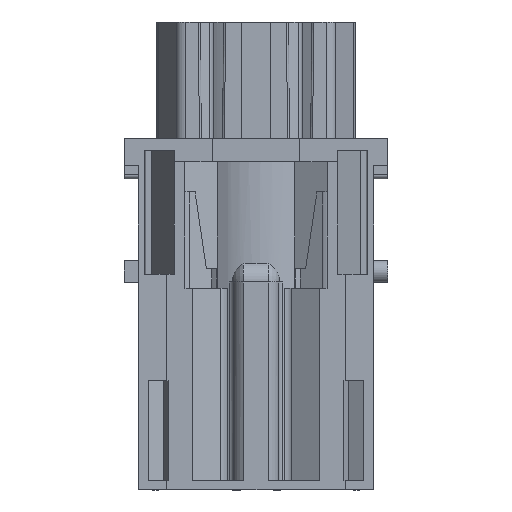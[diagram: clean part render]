
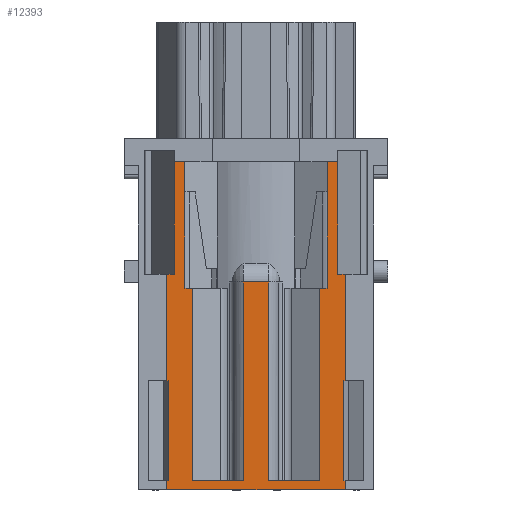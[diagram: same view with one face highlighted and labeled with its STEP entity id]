
A CAD part, left-side view. The second image highlights one B-rep face of the part: STEP entity #12393.
In plain terms, the highlighted planar face has unit normal (-1, 0, 0).
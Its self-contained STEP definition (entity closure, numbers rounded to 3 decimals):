
#12181=AXIS2_PLACEMENT_3D('Plane Axis2P3D',#12178,#12179,#12180) ;
#9258=CARTESIAN_POINT('Vertex',(0.02,5.5,0.)) ;
#9261=CARTESIAN_POINT('Line Origine',(0.02,17.,0.)) ;
#9265=CARTESIAN_POINT('Vertex',(0.02,28.5,0.)) ;
#12163=CARTESIAN_POINT('Vertex',(0.02,5.5,1.2)) ;
#12166=CARTESIAN_POINT('Line Origine',(0.02,5.5,0.6)) ;
#12178=CARTESIAN_POINT('Axis2P3D Location',(0.02,17.,41.65)) ;
#12183=CARTESIAN_POINT('Line Origine',(0.02,28.5,0.6)) ;
#12187=CARTESIAN_POINT('Vertex',(0.02,28.5,1.2)) ;
#12190=CARTESIAN_POINT('Line Origine',(0.02,5.583,1.2)) ;
#12194=CARTESIAN_POINT('Vertex',(0.02,5.667,1.2)) ;
#12197=CARTESIAN_POINT('Line Origine',(0.02,5.667,7.65)) ;
#12201=CARTESIAN_POINT('Vertex',(0.02,5.667,14.1)) ;
#12204=CARTESIAN_POINT('Line Origine',(0.02,5.583,14.1)) ;
#12208=CARTESIAN_POINT('Vertex',(0.02,5.5,14.1)) ;
#12211=CARTESIAN_POINT('Line Origine',(0.02,5.5,20.95)) ;
#12215=CARTESIAN_POINT('Vertex',(0.02,5.5,27.8)) ;
#12218=CARTESIAN_POINT('Line Origine',(0.02,5.993,27.8)) ;
#12222=CARTESIAN_POINT('Vertex',(0.02,6.486,27.8)) ;
#12225=CARTESIAN_POINT('Line Origine',(0.02,6.486,35.05)) ;
#12229=CARTESIAN_POINT('Vertex',(0.02,6.486,42.3)) ;
#12232=CARTESIAN_POINT('Line Origine',(0.02,7.168,42.3)) ;
#12236=CARTESIAN_POINT('Vertex',(0.02,7.85,42.3)) ;
#12239=CARTESIAN_POINT('Line Origine',(0.02,7.85,34.15)) ;
#12243=CARTESIAN_POINT('Vertex',(0.02,7.85,26.)) ;
#12246=CARTESIAN_POINT('Line Origine',(0.02,8.331,26.)) ;
#12250=CARTESIAN_POINT('Vertex',(0.02,8.812,26.)) ;
#12253=CARTESIAN_POINT('Line Origine',(0.02,8.812,13.6)) ;
#12257=CARTESIAN_POINT('Vertex',(0.02,8.812,1.2)) ;
#12260=CARTESIAN_POINT('Line Origine',(0.02,12.092,1.2)) ;
#12264=CARTESIAN_POINT('Vertex',(0.02,15.372,1.2)) ;
#12267=CARTESIAN_POINT('Line Origine',(0.02,15.372,14.)) ;
#12271=CARTESIAN_POINT('Vertex',(0.02,15.372,26.8)) ;
#12274=CARTESIAN_POINT('Line Origine',(0.02,17.,26.8)) ;
#12278=CARTESIAN_POINT('Vertex',(0.02,18.628,26.8)) ;
#12281=CARTESIAN_POINT('Line Origine',(0.02,18.628,14.)) ;
#12285=CARTESIAN_POINT('Vertex',(0.02,18.628,1.2)) ;
#12288=CARTESIAN_POINT('Line Origine',(0.02,21.908,1.2)) ;
#12292=CARTESIAN_POINT('Vertex',(0.02,25.188,1.2)) ;
#12295=CARTESIAN_POINT('Line Origine',(0.02,25.188,13.6)) ;
#12299=CARTESIAN_POINT('Vertex',(0.02,25.188,26.)) ;
#12302=CARTESIAN_POINT('Line Origine',(0.02,25.669,26.)) ;
#12306=CARTESIAN_POINT('Vertex',(0.02,26.15,26.)) ;
#12309=CARTESIAN_POINT('Line Origine',(0.02,26.15,34.15)) ;
#12313=CARTESIAN_POINT('Vertex',(0.02,26.15,42.3)) ;
#12316=CARTESIAN_POINT('Line Origine',(0.02,26.832,42.3)) ;
#12320=CARTESIAN_POINT('Vertex',(0.02,27.514,42.3)) ;
#12323=CARTESIAN_POINT('Line Origine',(0.02,27.514,35.05)) ;
#12327=CARTESIAN_POINT('Vertex',(0.02,27.514,27.8)) ;
#12330=CARTESIAN_POINT('Line Origine',(0.02,28.007,27.8)) ;
#12334=CARTESIAN_POINT('Vertex',(0.02,28.5,27.8)) ;
#12337=CARTESIAN_POINT('Line Origine',(0.02,28.5,20.95)) ;
#12341=CARTESIAN_POINT('Vertex',(0.02,28.5,14.1)) ;
#12344=CARTESIAN_POINT('Line Origine',(0.02,28.417,14.1)) ;
#12348=CARTESIAN_POINT('Vertex',(0.02,28.333,14.1)) ;
#12351=CARTESIAN_POINT('Line Origine',(0.02,28.333,7.65)) ;
#12355=CARTESIAN_POINT('Vertex',(0.02,28.333,1.2)) ;
#12358=CARTESIAN_POINT('Line Origine',(0.02,28.417,1.2)) ;
#9262=DIRECTION('Vector Direction',(0.,-1.,0.)) ;
#12167=DIRECTION('Vector Direction',(0.,0.,1.)) ;
#12179=DIRECTION('Axis2P3D Direction',(-1.,0.,0.)) ;
#12180=DIRECTION('Axis2P3D XDirection',(0.,-1.,0.)) ;
#12184=DIRECTION('Vector Direction',(0.,0.,-1.)) ;
#12191=DIRECTION('Vector Direction',(0.,-1.,0.)) ;
#12198=DIRECTION('Vector Direction',(0.,0.,-1.)) ;
#12205=DIRECTION('Vector Direction',(0.,-1.,0.)) ;
#12212=DIRECTION('Vector Direction',(0.,0.,1.)) ;
#12219=DIRECTION('Vector Direction',(0.,-1.,0.)) ;
#12226=DIRECTION('Vector Direction',(0.,0.,1.)) ;
#12233=DIRECTION('Vector Direction',(0.,-1.,0.)) ;
#12240=DIRECTION('Vector Direction',(0.,0.,1.)) ;
#12247=DIRECTION('Vector Direction',(0.,1.,0.)) ;
#12254=DIRECTION('Vector Direction',(0.,0.,1.)) ;
#12261=DIRECTION('Vector Direction',(0.,1.,0.)) ;
#12268=DIRECTION('Vector Direction',(0.,0.,-1.)) ;
#12275=DIRECTION('Vector Direction',(0.,-1.,0.)) ;
#12282=DIRECTION('Vector Direction',(0.,0.,-1.)) ;
#12289=DIRECTION('Vector Direction',(0.,1.,0.)) ;
#12296=DIRECTION('Vector Direction',(0.,0.,1.)) ;
#12303=DIRECTION('Vector Direction',(0.,-1.,0.)) ;
#12310=DIRECTION('Vector Direction',(0.,0.,1.)) ;
#12317=DIRECTION('Vector Direction',(0.,-1.,0.)) ;
#12324=DIRECTION('Vector Direction',(0.,0.,1.)) ;
#12331=DIRECTION('Vector Direction',(0.,-1.,0.)) ;
#12338=DIRECTION('Vector Direction',(0.,0.,-1.)) ;
#12345=DIRECTION('Vector Direction',(0.,-1.,0.)) ;
#12352=DIRECTION('Vector Direction',(0.,0.,-1.)) ;
#12359=DIRECTION('Vector Direction',(0.,-1.,0.)) ;
#9263=VECTOR('Line Direction',#9262,1.) ;
#12168=VECTOR('Line Direction',#12167,1.) ;
#12185=VECTOR('Line Direction',#12184,1.) ;
#12192=VECTOR('Line Direction',#12191,1.) ;
#12199=VECTOR('Line Direction',#12198,1.) ;
#12206=VECTOR('Line Direction',#12205,1.) ;
#12213=VECTOR('Line Direction',#12212,1.) ;
#12220=VECTOR('Line Direction',#12219,1.) ;
#12227=VECTOR('Line Direction',#12226,1.) ;
#12234=VECTOR('Line Direction',#12233,1.) ;
#12241=VECTOR('Line Direction',#12240,1.) ;
#12248=VECTOR('Line Direction',#12247,1.) ;
#12255=VECTOR('Line Direction',#12254,1.) ;
#12262=VECTOR('Line Direction',#12261,1.) ;
#12269=VECTOR('Line Direction',#12268,1.) ;
#12276=VECTOR('Line Direction',#12275,1.) ;
#12283=VECTOR('Line Direction',#12282,1.) ;
#12290=VECTOR('Line Direction',#12289,1.) ;
#12297=VECTOR('Line Direction',#12296,1.) ;
#12304=VECTOR('Line Direction',#12303,1.) ;
#12311=VECTOR('Line Direction',#12310,1.) ;
#12318=VECTOR('Line Direction',#12317,1.) ;
#12325=VECTOR('Line Direction',#12324,1.) ;
#12332=VECTOR('Line Direction',#12331,1.) ;
#12339=VECTOR('Line Direction',#12338,1.) ;
#12346=VECTOR('Line Direction',#12345,1.) ;
#12353=VECTOR('Line Direction',#12352,1.) ;
#12360=VECTOR('Line Direction',#12359,1.) ;
#12364=ORIENTED_EDGE('',*,*,#12189,.F.) ;
#12365=ORIENTED_EDGE('',*,*,#9267,.T.) ;
#12366=ORIENTED_EDGE('',*,*,#12170,.F.) ;
#12367=ORIENTED_EDGE('',*,*,#12196,.F.) ;
#12368=ORIENTED_EDGE('',*,*,#12203,.F.) ;
#12369=ORIENTED_EDGE('',*,*,#12210,.T.) ;
#12370=ORIENTED_EDGE('',*,*,#12217,.F.) ;
#12371=ORIENTED_EDGE('',*,*,#12224,.F.) ;
#12372=ORIENTED_EDGE('',*,*,#12231,.T.) ;
#12373=ORIENTED_EDGE('',*,*,#12238,.F.) ;
#12374=ORIENTED_EDGE('',*,*,#12245,.F.) ;
#12375=ORIENTED_EDGE('',*,*,#12252,.T.) ;
#12376=ORIENTED_EDGE('',*,*,#12259,.F.) ;
#12377=ORIENTED_EDGE('',*,*,#12266,.T.) ;
#12378=ORIENTED_EDGE('',*,*,#12273,.F.) ;
#12379=ORIENTED_EDGE('',*,*,#12280,.T.) ;
#12380=ORIENTED_EDGE('',*,*,#12287,.T.) ;
#12381=ORIENTED_EDGE('',*,*,#12294,.T.) ;
#12382=ORIENTED_EDGE('',*,*,#12301,.T.) ;
#12383=ORIENTED_EDGE('',*,*,#12308,.F.) ;
#12384=ORIENTED_EDGE('',*,*,#12315,.T.) ;
#12385=ORIENTED_EDGE('',*,*,#12322,.F.) ;
#12386=ORIENTED_EDGE('',*,*,#12329,.F.) ;
#12387=ORIENTED_EDGE('',*,*,#12336,.F.) ;
#12388=ORIENTED_EDGE('',*,*,#12343,.F.) ;
#12389=ORIENTED_EDGE('',*,*,#12350,.T.) ;
#12390=ORIENTED_EDGE('',*,*,#12357,.T.) ;
#12391=ORIENTED_EDGE('',*,*,#12362,.F.) ;
#12393=ADVANCED_FACE('KOTR HDC MHP 200 MC',(#12392),#12182,.T.) ;
#9267=EDGE_CURVE('',#9266,#9259,#9264,.T.) ;
#12170=EDGE_CURVE('',#12164,#9259,#12169,.F.) ;
#12189=EDGE_CURVE('',#9266,#12188,#12186,.F.) ;
#12196=EDGE_CURVE('',#12195,#12164,#12193,.T.) ;
#12203=EDGE_CURVE('',#12202,#12195,#12200,.T.) ;
#12210=EDGE_CURVE('',#12202,#12209,#12207,.T.) ;
#12217=EDGE_CURVE('',#12216,#12209,#12214,.F.) ;
#12224=EDGE_CURVE('',#12223,#12216,#12221,.T.) ;
#12231=EDGE_CURVE('',#12223,#12230,#12228,.T.) ;
#12238=EDGE_CURVE('',#12237,#12230,#12235,.T.) ;
#12245=EDGE_CURVE('',#12244,#12237,#12242,.T.) ;
#12252=EDGE_CURVE('',#12244,#12251,#12249,.T.) ;
#12259=EDGE_CURVE('',#12258,#12251,#12256,.T.) ;
#12266=EDGE_CURVE('',#12258,#12265,#12263,.T.) ;
#12273=EDGE_CURVE('',#12272,#12265,#12270,.T.) ;
#12280=EDGE_CURVE('',#12272,#12279,#12277,.F.) ;
#12287=EDGE_CURVE('',#12279,#12286,#12284,.T.) ;
#12294=EDGE_CURVE('',#12286,#12293,#12291,.T.) ;
#12301=EDGE_CURVE('',#12293,#12300,#12298,.T.) ;
#12308=EDGE_CURVE('',#12307,#12300,#12305,.T.) ;
#12315=EDGE_CURVE('',#12307,#12314,#12312,.T.) ;
#12322=EDGE_CURVE('',#12321,#12314,#12319,.T.) ;
#12329=EDGE_CURVE('',#12328,#12321,#12326,.T.) ;
#12336=EDGE_CURVE('',#12335,#12328,#12333,.T.) ;
#12343=EDGE_CURVE('',#12342,#12335,#12340,.F.) ;
#12350=EDGE_CURVE('',#12342,#12349,#12347,.T.) ;
#12357=EDGE_CURVE('',#12349,#12356,#12354,.T.) ;
#12362=EDGE_CURVE('',#12188,#12356,#12361,.T.) ;
#12363=EDGE_LOOP('',(#12364,#12365,#12366,#12367,#12368,#12369,#12370,#12371,#12372,#12373,#12374,#12375,#12376,#12377,#12378,#12379,#12380,#12381,#12382,#12383,#12384,#12385,#12386,#12387,#12388,#12389,#12390,#12391)) ;
#12392=FACE_OUTER_BOUND('',#12363,.T.) ;
#9264=LINE('Line',#9261,#9263) ;
#12169=LINE('Line',#12166,#12168) ;
#12186=LINE('Line',#12183,#12185) ;
#12193=LINE('Line',#12190,#12192) ;
#12200=LINE('Line',#12197,#12199) ;
#12207=LINE('Line',#12204,#12206) ;
#12214=LINE('Line',#12211,#12213) ;
#12221=LINE('Line',#12218,#12220) ;
#12228=LINE('Line',#12225,#12227) ;
#12235=LINE('Line',#12232,#12234) ;
#12242=LINE('Line',#12239,#12241) ;
#12249=LINE('Line',#12246,#12248) ;
#12256=LINE('Line',#12253,#12255) ;
#12263=LINE('Line',#12260,#12262) ;
#12270=LINE('Line',#12267,#12269) ;
#12277=LINE('Line',#12274,#12276) ;
#12284=LINE('Line',#12281,#12283) ;
#12291=LINE('Line',#12288,#12290) ;
#12298=LINE('Line',#12295,#12297) ;
#12305=LINE('Line',#12302,#12304) ;
#12312=LINE('Line',#12309,#12311) ;
#12319=LINE('Line',#12316,#12318) ;
#12326=LINE('Line',#12323,#12325) ;
#12333=LINE('Line',#12330,#12332) ;
#12340=LINE('Line',#12337,#12339) ;
#12347=LINE('Line',#12344,#12346) ;
#12354=LINE('Line',#12351,#12353) ;
#12361=LINE('Line',#12358,#12360) ;
#12182=PLANE('',#12181) ;
#9259=VERTEX_POINT('',#9258) ;
#9266=VERTEX_POINT('',#9265) ;
#12164=VERTEX_POINT('',#12163) ;
#12188=VERTEX_POINT('',#12187) ;
#12195=VERTEX_POINT('',#12194) ;
#12202=VERTEX_POINT('',#12201) ;
#12209=VERTEX_POINT('',#12208) ;
#12216=VERTEX_POINT('',#12215) ;
#12223=VERTEX_POINT('',#12222) ;
#12230=VERTEX_POINT('',#12229) ;
#12237=VERTEX_POINT('',#12236) ;
#12244=VERTEX_POINT('',#12243) ;
#12251=VERTEX_POINT('',#12250) ;
#12258=VERTEX_POINT('',#12257) ;
#12265=VERTEX_POINT('',#12264) ;
#12272=VERTEX_POINT('',#12271) ;
#12279=VERTEX_POINT('',#12278) ;
#12286=VERTEX_POINT('',#12285) ;
#12293=VERTEX_POINT('',#12292) ;
#12300=VERTEX_POINT('',#12299) ;
#12307=VERTEX_POINT('',#12306) ;
#12314=VERTEX_POINT('',#12313) ;
#12321=VERTEX_POINT('',#12320) ;
#12328=VERTEX_POINT('',#12327) ;
#12335=VERTEX_POINT('',#12334) ;
#12342=VERTEX_POINT('',#12341) ;
#12349=VERTEX_POINT('',#12348) ;
#12356=VERTEX_POINT('',#12355) ;
